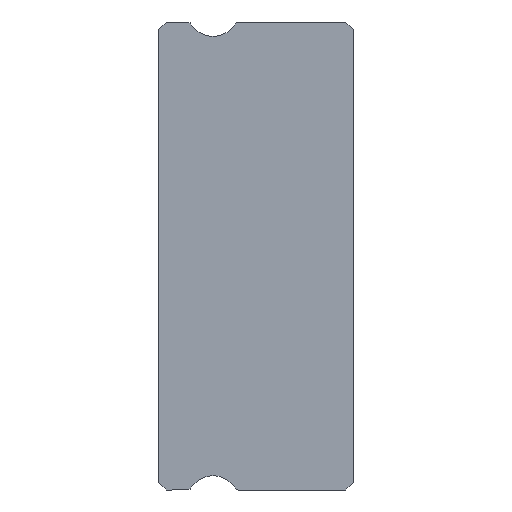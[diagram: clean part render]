
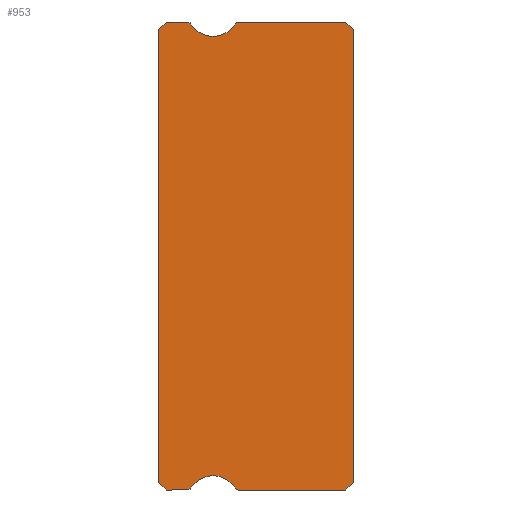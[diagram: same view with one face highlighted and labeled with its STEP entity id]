
A CAD part, left-side view. The second image highlights one B-rep face of the part: STEP entity #953.
In plain terms, the highlighted planar face has unit normal (-1, 0, 0).
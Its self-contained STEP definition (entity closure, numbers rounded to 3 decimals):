
#13 = DIRECTION ( 'NONE',  ( -1., 0., 0. ) ) ;
#23 = CARTESIAN_POINT ( 'NONE',  ( -10., 4.419, -8.85 ) ) ;
#27 = AXIS2_PLACEMENT_3D ( 'NONE', #2814, #13, #273 ) ;
#70 = CARTESIAN_POINT ( 'NONE',  ( -10., 6.381, 8.85 ) ) ;
#84 = DIRECTION ( 'NONE',  ( 0., -1., 0. ) ) ;
#93 = CARTESIAN_POINT ( 'NONE',  ( -10., 6.381, 9. ) ) ;
#134 = VERTEX_POINT ( 'NONE', #1472 ) ;
#138 = DIRECTION ( 'NONE',  ( 0., 0., 1. ) ) ;
#160 = LINE ( 'NONE', #391, #1906 ) ;
#186 = CIRCLE ( 'NONE', #350, 1. ) ;
#252 = ORIENTED_EDGE ( 'NONE', *, *, #2332, .F. ) ;
#264 = EDGE_CURVE ( 'NONE', #316, #2885, #1058, .T. ) ;
#273 = DIRECTION ( 'NONE',  ( 0., 0., -1. ) ) ;
#305 = AXIS2_PLACEMENT_3D ( 'NONE', #23, #1340, #1063 ) ;
#316 = VERTEX_POINT ( 'NONE', #2299 ) ;
#332 = LINE ( 'NONE', #1350, #2454 ) ;
#350 = AXIS2_PLACEMENT_3D ( 'NONE', #2631, #1833, #3131 ) ;
#374 = AXIS2_PLACEMENT_3D ( 'NONE', #70, #2138, #2367 ) ;
#389 = VERTEX_POINT ( 'NONE', #602 ) ;
#391 = CARTESIAN_POINT ( 'NONE',  ( -10., 7.2, 9. ) ) ;
#392 = EDGE_CURVE ( 'NONE', #134, #2525, #2385, .T. ) ;
#396 = VERTEX_POINT ( 'NONE', #1890 ) ;
#399 = VECTOR ( 'NONE', #1544, 1000. ) ;
#437 = DIRECTION ( 'NONE',  ( 0., -0.707, -0.707 ) ) ;
#468 = LINE ( 'NONE', #1756, #2820 ) ;
#470 = AXIS2_PLACEMENT_3D ( 'NONE', #646, #2658, #2155 ) ;
#514 = EDGE_CURVE ( 'NONE', #134, #1128, #468, .T. ) ;
#602 = CARTESIAN_POINT ( 'NONE',  ( -10., 0.3, 9. ) ) ;
#632 = EDGE_CURVE ( 'NONE', #1355, #1431, #2447, .T. ) ;
#640 = DIRECTION ( 'NONE',  ( 0., 0., -1. ) ) ;
#646 = CARTESIAN_POINT ( 'NONE',  ( -10., 6.381, 8.85 ) ) ;
#649 = DIRECTION ( 'NONE',  ( 1., 0., 0. ) ) ;
#661 = CIRCLE ( 'NONE', #1671, 1. ) ;
#672 = VERTEX_POINT ( 'NONE', #3194 ) ;
#700 = CARTESIAN_POINT ( 'NONE',  ( -10., 6.253, 8.928 ) ) ;
#721 = ORIENTED_EDGE ( 'NONE', *, *, #2223, .F. ) ;
#766 = EDGE_CURVE ( 'NONE', #1464, #2676, #1489, .T. ) ;
#773 = VERTEX_POINT ( 'NONE', #700 ) ;
#876 = EDGE_LOOP ( 'NONE', ( #2785, #2646, #882, #1655, #721, #2091, #2109, #3076, #2352, #1351, #3158, #1895, #252, #3289, #2651, #2135, #1038 ) ) ;
#882 = ORIENTED_EDGE ( 'NONE', *, *, #1255, .T. ) ;
#920 = CARTESIAN_POINT ( 'NONE',  ( -10., 6.253, -8.928 ) ) ;
#950 = DIRECTION ( 'NONE',  ( 1., 0., 0. ) ) ;
#951 = DIRECTION ( 'NONE',  ( 0., 1., 0. ) ) ;
#953 = ADVANCED_FACE ( 'NONE', ( #3157 ), #2398, .F. ) ;
#1038 = ORIENTED_EDGE ( 'NONE', *, *, #2974, .T. ) ;
#1058 = CIRCLE ( 'NONE', #305, 0.15 ) ;
#1063 = DIRECTION ( 'NONE',  ( 0., 0., -1. ) ) ;
#1128 = VERTEX_POINT ( 'NONE', #3117 ) ;
#1186 = CIRCLE ( 'NONE', #374, 0.15 ) ;
#1255 = EDGE_CURVE ( 'NONE', #1128, #1431, #332, .T. ) ;
#1340 = DIRECTION ( 'NONE',  ( 1., 0., 0. ) ) ;
#1350 = CARTESIAN_POINT ( 'NONE',  ( -10., 6.381, -9. ) ) ;
#1351 = ORIENTED_EDGE ( 'NONE', *, *, #2198, .F. ) ;
#1355 = VERTEX_POINT ( 'NONE', #920 ) ;
#1407 = DIRECTION ( 'NONE',  ( 0., 0., -1. ) ) ;
#1409 = VERTEX_POINT ( 'NONE', #1768 ) ;
#1419 = LINE ( 'NONE', #2941, #1667 ) ;
#1431 = VERTEX_POINT ( 'NONE', #1820 ) ;
#1455 = VECTOR ( 'NONE', #2207, 1000. ) ;
#1464 = VERTEX_POINT ( 'NONE', #3063 ) ;
#1472 = CARTESIAN_POINT ( 'NONE',  ( -10., 7.5, -8.7 ) ) ;
#1489 = LINE ( 'NONE', #2247, #2550 ) ;
#1527 = LINE ( 'NONE', #2800, #399 ) ;
#1544 = DIRECTION ( 'NONE',  ( 0., -0.707, -0.707 ) ) ;
#1608 = AXIS2_PLACEMENT_3D ( 'NONE', #3226, #950, #640 ) ;
#1613 = CIRCLE ( 'NONE', #27, 1. ) ;
#1655 = ORIENTED_EDGE ( 'NONE', *, *, #632, .F. ) ;
#1659 = EDGE_CURVE ( 'NONE', #2988, #672, #160, .T. ) ;
#1667 = VECTOR ( 'NONE', #2387, 1000. ) ;
#1671 = AXIS2_PLACEMENT_3D ( 'NONE', #2084, #2547, #2032 ) ;
#1727 = LINE ( 'NONE', #2751, #3003 ) ;
#1748 = AXIS2_PLACEMENT_3D ( 'NONE', #1923, #649, #1407 ) ;
#1756 = CARTESIAN_POINT ( 'NONE',  ( -10., 7.2, -9. ) ) ;
#1768 = CARTESIAN_POINT ( 'NONE',  ( -10., 5.4, 8.45 ) ) ;
#1820 = CARTESIAN_POINT ( 'NONE',  ( -10., 6.381, -9. ) ) ;
#1833 = DIRECTION ( 'NONE',  ( -1., 0., 0. ) ) ;
#1866 = CARTESIAN_POINT ( 'NONE',  ( -10., 4.547, -8.928 ) ) ;
#1890 = CARTESIAN_POINT ( 'NONE',  ( -10., 4.547, 8.928 ) ) ;
#1895 = ORIENTED_EDGE ( 'NONE', *, *, #2455, .F. ) ;
#1906 = VECTOR ( 'NONE', #951, 1000. ) ;
#1923 = CARTESIAN_POINT ( 'NONE',  ( -10., 6.381, -8.85 ) ) ;
#2032 = DIRECTION ( 'NONE',  ( 0., 0., -1. ) ) ;
#2084 = CARTESIAN_POINT ( 'NONE',  ( -10., 5.4, -9.45 ) ) ;
#2091 = ORIENTED_EDGE ( 'NONE', *, *, #264, .F. ) ;
#2109 = ORIENTED_EDGE ( 'NONE', *, *, #2441, .F. ) ;
#2135 = ORIENTED_EDGE ( 'NONE', *, *, #1659, .T. ) ;
#2138 = DIRECTION ( 'NONE',  ( 1., 0., 0. ) ) ;
#2155 = DIRECTION ( 'NONE',  ( 0., 0., -1. ) ) ;
#2170 = CARTESIAN_POINT ( 'NONE',  ( -10., 7.5, 8.85 ) ) ;
#2171 = CARTESIAN_POINT ( 'NONE',  ( -10., 0., 8.7 ) ) ;
#2198 = EDGE_CURVE ( 'NONE', #389, #2676, #1527, .T. ) ;
#2207 = DIRECTION ( 'NONE',  ( 0., 1., 0. ) ) ;
#2223 = EDGE_CURVE ( 'NONE', #2885, #1355, #661, .T. ) ;
#2239 = LINE ( 'NONE', #3250, #3058 ) ;
#2247 = CARTESIAN_POINT ( 'NONE',  ( -10., 0., 8.7 ) ) ;
#2255 = DIRECTION ( 'NONE',  ( 0., -1., 0. ) ) ;
#2279 = DIRECTION ( 'NONE',  ( 0., 0., 1. ) ) ;
#2299 = CARTESIAN_POINT ( 'NONE',  ( -10., 4.419, -9. ) ) ;
#2317 = CARTESIAN_POINT ( 'NONE',  ( -10., 0.3, -9. ) ) ;
#2332 = EDGE_CURVE ( 'NONE', #1409, #396, #186, .T. ) ;
#2352 = ORIENTED_EDGE ( 'NONE', *, *, #766, .T. ) ;
#2367 = DIRECTION ( 'NONE',  ( 0., 0., -1. ) ) ;
#2385 = LINE ( 'NONE', #2170, #3133 ) ;
#2387 = DIRECTION ( 'NONE',  ( 0., 0.707, -0.707 ) ) ;
#2398 = PLANE ( 'NONE',  #470 ) ;
#2441 = EDGE_CURVE ( 'NONE', #2748, #316, #3244, .T. ) ;
#2447 = CIRCLE ( 'NONE', #1748, 0.15 ) ;
#2454 = VECTOR ( 'NONE', #84, 1000. ) ;
#2455 = EDGE_CURVE ( 'NONE', #396, #2535, #3056, .T. ) ;
#2525 = VERTEX_POINT ( 'NONE', #2782 ) ;
#2535 = VERTEX_POINT ( 'NONE', #3055 ) ;
#2547 = DIRECTION ( 'NONE',  ( -1., 0., 0. ) ) ;
#2550 = VECTOR ( 'NONE', #2279, 1000. ) ;
#2631 = CARTESIAN_POINT ( 'NONE',  ( -10., 5.4, 9.45 ) ) ;
#2646 = ORIENTED_EDGE ( 'NONE', *, *, #514, .T. ) ;
#2651 = ORIENTED_EDGE ( 'NONE', *, *, #3284, .F. ) ;
#2658 = DIRECTION ( 'NONE',  ( 1., 0., 0. ) ) ;
#2676 = VERTEX_POINT ( 'NONE', #2171 ) ;
#2710 = EDGE_CURVE ( 'NONE', #2535, #389, #1727, .T. ) ;
#2722 = EDGE_CURVE ( 'NONE', #1464, #2748, #2239, .T. ) ;
#2748 = VERTEX_POINT ( 'NONE', #2317 ) ;
#2751 = CARTESIAN_POINT ( 'NONE',  ( -10., 6.381, 9. ) ) ;
#2782 = CARTESIAN_POINT ( 'NONE',  ( -10., 7.5, 8.7 ) ) ;
#2785 = ORIENTED_EDGE ( 'NONE', *, *, #392, .F. ) ;
#2800 = CARTESIAN_POINT ( 'NONE',  ( -10., 0.3, 9. ) ) ;
#2806 = EDGE_CURVE ( 'NONE', #773, #1409, #1613, .T. ) ;
#2814 = CARTESIAN_POINT ( 'NONE',  ( -10., 5.4, 9.45 ) ) ;
#2820 = VECTOR ( 'NONE', #437, 1000. ) ;
#2885 = VERTEX_POINT ( 'NONE', #1866 ) ;
#2932 = CARTESIAN_POINT ( 'NONE',  ( -10., 6.381, -9. ) ) ;
#2941 = CARTESIAN_POINT ( 'NONE',  ( -10., 7.5, 8.7 ) ) ;
#2974 = EDGE_CURVE ( 'NONE', #672, #2525, #1419, .T. ) ;
#2988 = VERTEX_POINT ( 'NONE', #93 ) ;
#3003 = VECTOR ( 'NONE', #2255, 1000. ) ;
#3055 = CARTESIAN_POINT ( 'NONE',  ( -10., 4.419, 9. ) ) ;
#3056 = CIRCLE ( 'NONE', #1608, 0.15 ) ;
#3058 = VECTOR ( 'NONE', #3265, 1000. ) ;
#3063 = CARTESIAN_POINT ( 'NONE',  ( -10., 0., -8.7 ) ) ;
#3076 = ORIENTED_EDGE ( 'NONE', *, *, #2722, .F. ) ;
#3117 = CARTESIAN_POINT ( 'NONE',  ( -10., 7.2, -9. ) ) ;
#3131 = DIRECTION ( 'NONE',  ( 0., 0., -1. ) ) ;
#3133 = VECTOR ( 'NONE', #138, 1000. ) ;
#3157 = FACE_OUTER_BOUND ( 'NONE', #876, .T. ) ;
#3158 = ORIENTED_EDGE ( 'NONE', *, *, #2710, .F. ) ;
#3194 = CARTESIAN_POINT ( 'NONE',  ( -10., 7.2, 9. ) ) ;
#3226 = CARTESIAN_POINT ( 'NONE',  ( -10., 4.419, 8.85 ) ) ;
#3244 = LINE ( 'NONE', #2932, #1455 ) ;
#3250 = CARTESIAN_POINT ( 'NONE',  ( -10., 0., -8.7 ) ) ;
#3265 = DIRECTION ( 'NONE',  ( 0., 0.707, -0.707 ) ) ;
#3284 = EDGE_CURVE ( 'NONE', #2988, #773, #1186, .T. ) ;
#3289 = ORIENTED_EDGE ( 'NONE', *, *, #2806, .F. ) ;
